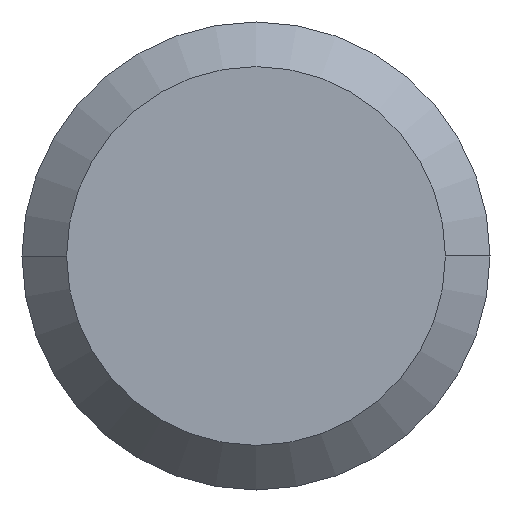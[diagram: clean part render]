
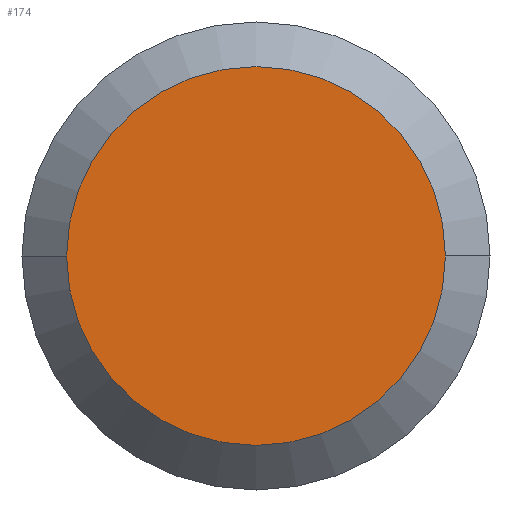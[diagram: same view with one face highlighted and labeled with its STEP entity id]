
A CAD part, left-side view. The second image highlights one B-rep face of the part: STEP entity #174.
In plain terms, the highlighted planar face has unit normal (-1, 0, 0).
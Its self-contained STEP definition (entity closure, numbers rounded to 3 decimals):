
#27 = PLANE ( 'NONE',  #379 ) ;
#56 = DIRECTION ( 'NONE',  ( 0., -1., 0. ) ) ;
#61 = DIRECTION ( 'NONE',  ( 1., 0., 0. ) ) ;
#68 = DIRECTION ( 'NONE',  ( 1., 0., 0. ) ) ;
#69 = AXIS2_PLACEMENT_3D ( 'NONE', #254, #68, #287 ) ;
#78 = VERTEX_POINT ( 'NONE', #209 ) ;
#79 = DIRECTION ( 'NONE',  ( -1., 0., 0. ) ) ;
#83 = EDGE_CURVE ( 'NONE', #98, #78, #214, .T. ) ;
#86 = CARTESIAN_POINT ( 'NONE',  ( 0., -3.238, 0. ) ) ;
#98 = VERTEX_POINT ( 'NONE', #86 ) ;
#147 = CARTESIAN_POINT ( 'NONE',  ( 0., 0., 0. ) ) ;
#174 = ADVANCED_FACE ( 'NONE', ( #299 ), #27, .T. ) ;
#182 = ORIENTED_EDGE ( 'NONE', *, *, #83, .F. ) ;
#209 = CARTESIAN_POINT ( 'NONE',  ( 0., 3.238, 0. ) ) ;
#214 = CIRCLE ( 'NONE', #217, 3.238 ) ;
#217 = AXIS2_PLACEMENT_3D ( 'NONE', #147, #61, #376 ) ;
#235 = ORIENTED_EDGE ( 'NONE', *, *, #413, .F. ) ;
#247 = CARTESIAN_POINT ( 'NONE',  ( 0., 0., 0. ) ) ;
#254 = CARTESIAN_POINT ( 'NONE',  ( 0., 0., 0. ) ) ;
#287 = DIRECTION ( 'NONE',  ( 0., 1., 0. ) ) ;
#299 = FACE_OUTER_BOUND ( 'NONE', #383, .T. ) ;
#350 = CIRCLE ( 'NONE', #69, 3.238 ) ;
#376 = DIRECTION ( 'NONE',  ( 0., 1., 0. ) ) ;
#379 = AXIS2_PLACEMENT_3D ( 'NONE', #247, #79, #56 ) ;
#383 = EDGE_LOOP ( 'NONE', ( #235, #182 ) ) ;
#413 = EDGE_CURVE ( 'NONE', #78, #98, #350, .T. ) ;
